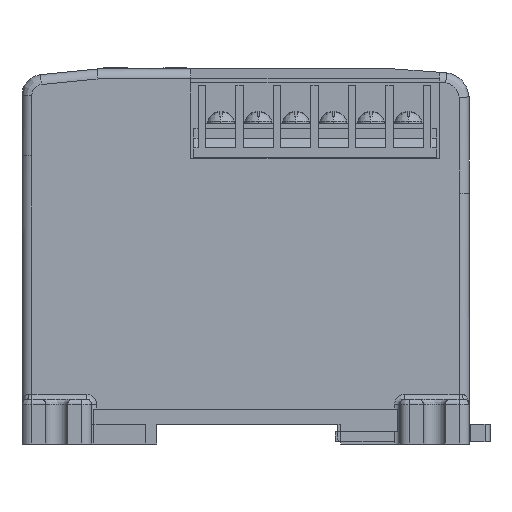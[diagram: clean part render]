
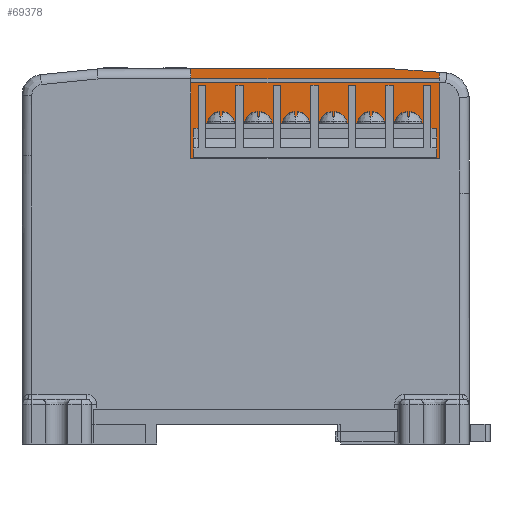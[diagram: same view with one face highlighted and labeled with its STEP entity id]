
A CAD part, left-side view. The second image highlights one B-rep face of the part: STEP entity #69378.
In plain terms, the highlighted planar face has unit normal (-1, 0, 0).
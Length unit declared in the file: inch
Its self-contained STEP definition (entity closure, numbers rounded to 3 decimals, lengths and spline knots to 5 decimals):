
#428 = DIRECTION ( 'NONE',  ( 0., -1., 0. ) ) ;
#630 = ORIENTED_EDGE ( 'NONE', *, *, #61879, .F. ) ;
#913 = LINE ( 'NONE', #80738, #2176 ) ;
#2176 = VECTOR ( 'NONE', #428, 39.37008 ) ;
#2472 = VERTEX_POINT ( 'NONE', #47732 ) ;
#5725 = DIRECTION ( 'NONE',  ( 0., -0.997, -0.073 ) ) ;
#7186 = EDGE_CURVE ( 'NONE', #69062, #94213, #913, .T. ) ;
#9800 = EDGE_LOOP ( 'NONE', ( #50112, #51978, #40431, #44815, #630 ) ) ;
#13892 = LINE ( 'NONE', #42484, #25412 ) ;
#14359 = VECTOR ( 'NONE', #20653, 39.37008 ) ;
#15723 = DIRECTION ( 'NONE',  ( 1., 0., 0. ) ) ;
#20653 = DIRECTION ( 'NONE',  ( 0., 1., 0. ) ) ;
#21105 = FACE_OUTER_BOUND ( 'NONE', #9800, .T. ) ;
#22985 = DIRECTION ( 'NONE',  ( 0., 0., -1. ) ) ;
#25412 = VECTOR ( 'NONE', #36165, 39.37008 ) ;
#27261 = AXIS2_PLACEMENT_3D ( 'NONE', #44333, #15723, #22985 ) ;
#28959 = CARTESIAN_POINT ( 'NONE',  ( -2.67307, -1.18328, 1.75197 ) ) ;
#29415 = CARTESIAN_POINT ( 'NONE',  ( -2.67307, 0.43307, 1.75197 ) ) ;
#31064 = LINE ( 'NONE', #67360, #65804 ) ;
#36165 = DIRECTION ( 'NONE',  ( 0., 0., -1. ) ) ;
#38094 = EDGE_CURVE ( 'NONE', #2472, #69062, #31064, .T. ) ;
#38669 = VECTOR ( 'NONE', #5725, 39.37008 ) ;
#40431 = ORIENTED_EDGE ( 'NONE', *, *, #64824, .F. ) ;
#42484 = CARTESIAN_POINT ( 'NONE',  ( -2.67307, -1.53543, 1.04331 ) ) ;
#44333 = CARTESIAN_POINT ( 'NONE',  ( -2.67307, -1.53543, 1.04331 ) ) ;
#44815 = ORIENTED_EDGE ( 'NONE', *, *, #90998, .F. ) ;
#47732 = CARTESIAN_POINT ( 'NONE',  ( -2.67307, 0.43307, 1.04331 ) ) ;
#48798 = CARTESIAN_POINT ( 'NONE',  ( -2.67307, -1.18328, 1.75197 ) ) ;
#50112 = ORIENTED_EDGE ( 'NONE', *, *, #7186, .F. ) ;
#51435 = DIRECTION ( 'NONE',  ( 0., 0., 1. ) ) ;
#51885 = VERTEX_POINT ( 'NONE', #94885 ) ;
#51978 = ORIENTED_EDGE ( 'NONE', *, *, #38094, .F. ) ;
#61879 = EDGE_CURVE ( 'NONE', #94213, #51885, #72003, .T. ) ;
#64824 = EDGE_CURVE ( 'NONE', #80610, #2472, #86479, .T. ) ;
#65804 = VECTOR ( 'NONE', #51435, 39.37008 ) ;
#67360 = CARTESIAN_POINT ( 'NONE',  ( -2.67307, 0.43307, 1.04331 ) ) ;
#69062 = VERTEX_POINT ( 'NONE', #29415 ) ;
#69378 = ADVANCED_FACE ( 'NONE', ( #21105 ), #95127, .F. ) ;
#72003 = LINE ( 'NONE', #28959, #38669 ) ;
#74791 = CARTESIAN_POINT ( 'NONE',  ( -2.67307, -1.53543, 1.04331 ) ) ;
#78745 = CARTESIAN_POINT ( 'NONE',  ( -2.67307, -1.53543, 1.04331 ) ) ;
#80610 = VERTEX_POINT ( 'NONE', #74791 ) ;
#80738 = CARTESIAN_POINT ( 'NONE',  ( -2.67307, 1.1731, 1.75197 ) ) ;
#86479 = LINE ( 'NONE', #78745, #14359 ) ;
#90998 = EDGE_CURVE ( 'NONE', #51885, #80610, #13892, .T. ) ;
#94213 = VERTEX_POINT ( 'NONE', #48798 ) ;
#94885 = CARTESIAN_POINT ( 'NONE',  ( -2.67307, -1.53543, 1.72625 ) ) ;
#95127 = PLANE ( 'NONE',  #27261 ) ;
